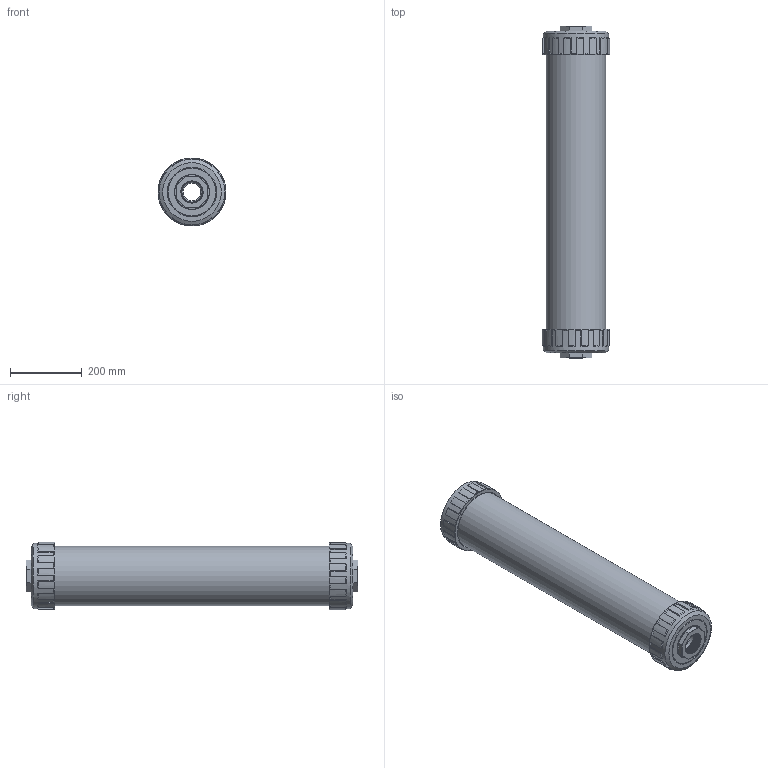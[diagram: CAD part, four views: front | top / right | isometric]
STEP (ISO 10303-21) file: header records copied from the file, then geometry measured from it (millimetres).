
FILE_DESCRIPTION((''),'2;1');
FILE_NAME('CVG-10000-PV-20N_R0.stp','2021-11-18T15:59:52',('Engineering'),(''),'Autodesk Inventor 2009','Autodesk Inventor 2009','');
FILE_SCHEMA(('CONFIG_CONTROL_DESIGN'));
Length unit declared in the file: inch
Products named in the file (1): Part1
Bounding box: 189.04 x 923.59 x 189.04 mm (x, y, z)
Volume: 1420860.1 mm3; surface area: 1950563.7 mm2
Topology: 1 solids, 2 shells, 361 faces, 935 edges, 596 vertices
Faces by surface type: plane 134, cone 94, cylinder 79, bspline 36, torus 18
Full cylindrical faces by diameter (mm): 48.26 x2, 56.356 x2, 132.994 x2, 134.62 x2, 135 x1, 136.8 x2, 145 x1, 146.304 x4, 151.638 x4, 152.4 x3, 158.75 x2, 165 x19, 165.1 x1, 166 x22, 182.9 x2, 189.1 x2
Entity records: 28448 total; most frequent: CARTESIAN_POINT 21285, ORIENTED_EDGE 1424, DIRECTION 1308, EDGE_CURVE 712, AXIS2_PLACEMENT_3D 539, VERTEX_POINT 496, EDGE_LOOP 430, FACE_OUTER_BOUND 320
